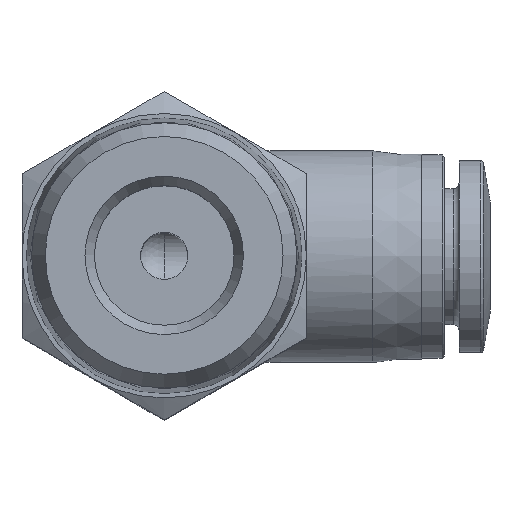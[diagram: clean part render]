
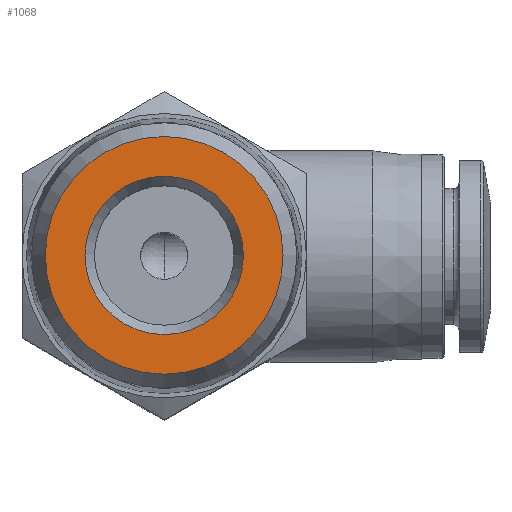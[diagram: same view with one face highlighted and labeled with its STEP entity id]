
A CAD part, top view. The second image highlights one B-rep face of the part: STEP entity #1068.
In plain terms, the highlighted planar face has unit normal (0, 0, 1).
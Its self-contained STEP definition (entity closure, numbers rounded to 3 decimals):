
#34=PLANE('',#1139);
#129=CIRCLE('',#1140,4.864);
#130=CIRCLE('',#1141,7.296);
#248=ORIENTED_EDGE('',*,*,#403,.F.);
#249=ORIENTED_EDGE('',*,*,#404,.T.);
#403=EDGE_CURVE('',#479,#479,#129,.T.);
#404=EDGE_CURVE('',#480,#480,#130,.T.);
#479=VERTEX_POINT('',#1637);
#480=VERTEX_POINT('',#1639);
#527=EDGE_LOOP('',(#248));
#528=EDGE_LOOP('',(#249));
#606=FACE_BOUND('',#527,.T.);
#607=FACE_BOUND('',#528,.T.);
#1068=ADVANCED_FACE('',(#606,#607),#34,.F.);
#1139=AXIS2_PLACEMENT_3D('',#1635,#1284,#1285);
#1140=AXIS2_PLACEMENT_3D('',#1636,#1286,#1287);
#1141=AXIS2_PLACEMENT_3D('',#1638,#1288,#1289);
#1284=DIRECTION('',(0.,0.,-1.));
#1285=DIRECTION('',(-1.,0.,0.));
#1286=DIRECTION('',(0.,0.,1.));
#1287=DIRECTION('',(1.,0.,0.));
#1288=DIRECTION('',(0.,0.,1.));
#1289=DIRECTION('',(1.,0.,0.));
#1635=CARTESIAN_POINT('',(7.296,0.,45.));
#1636=CARTESIAN_POINT('',(0.,0.,45.));
#1637=CARTESIAN_POINT('',(4.864,0.,45.));
#1638=CARTESIAN_POINT('',(0.,0.,45.));
#1639=CARTESIAN_POINT('',(7.296,0.,45.));
